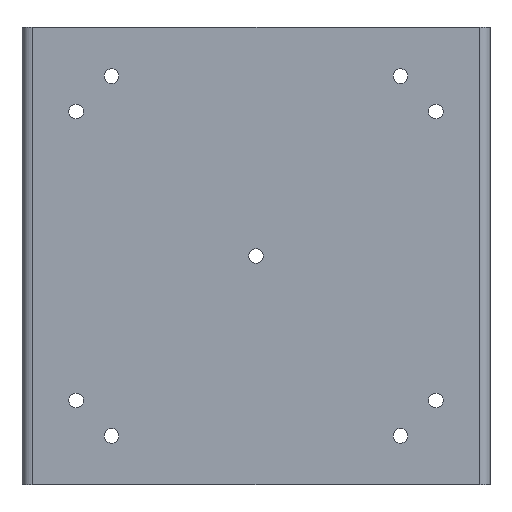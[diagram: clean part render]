
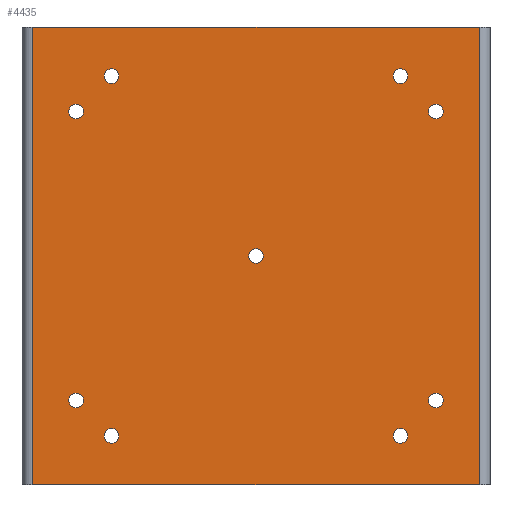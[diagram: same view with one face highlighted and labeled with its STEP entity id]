
A CAD part, front view. The second image highlights one B-rep face of the part: STEP entity #4435.
In plain terms, the highlighted planar face has unit normal (0, -1, 0).
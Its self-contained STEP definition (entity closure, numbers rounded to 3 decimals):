
#724=DIRECTION('',(0.,0.,-1.));
#725=VECTOR('',#724,214.8);
#726=CARTESIAN_POINT('',(-110.,-2.6,107.4));
#727=LINE('',#726,#725);
#736=CARTESIAN_POINT('',(0.,-2.6,0.));
#737=DIRECTION('',(0.,1.,0.));
#738=DIRECTION('',(-1.,0.,0.));
#739=AXIS2_PLACEMENT_3D('',#736,#737,#738);
#741=CARTESIAN_POINT('',(0.,-2.6,0.));
#742=DIRECTION('',(0.,1.,0.));
#743=DIRECTION('',(1.,0.,0.));
#744=AXIS2_PLACEMENT_3D('',#741,#742,#743);
#746=CARTESIAN_POINT('',(-69.5,-2.6,-86.5));
#747=DIRECTION('',(0.,-1.,0.));
#748=DIRECTION('',(-1.,0.,0.));
#749=AXIS2_PLACEMENT_3D('',#746,#747,#748);
#751=CARTESIAN_POINT('',(-69.5,-2.6,-86.5));
#752=DIRECTION('',(0.,-1.,0.));
#753=DIRECTION('',(1.,0.,0.));
#754=AXIS2_PLACEMENT_3D('',#751,#752,#753);
#756=CARTESIAN_POINT('',(-86.5,-2.6,-69.5));
#757=DIRECTION('',(0.,-1.,0.));
#758=DIRECTION('',(1.,0.,0.));
#759=AXIS2_PLACEMENT_3D('',#756,#757,#758);
#761=CARTESIAN_POINT('',(-86.5,-2.6,-69.5));
#762=DIRECTION('',(0.,-1.,0.));
#763=DIRECTION('',(-1.,0.,0.));
#764=AXIS2_PLACEMENT_3D('',#761,#762,#763);
#766=CARTESIAN_POINT('',(-69.5,-2.6,86.5));
#767=DIRECTION('',(0.,-1.,0.));
#768=DIRECTION('',(-1.,0.,0.));
#769=AXIS2_PLACEMENT_3D('',#766,#767,#768);
#771=CARTESIAN_POINT('',(-69.5,-2.6,86.5));
#772=DIRECTION('',(0.,-1.,0.));
#773=DIRECTION('',(1.,0.,0.));
#774=AXIS2_PLACEMENT_3D('',#771,#772,#773);
#776=CARTESIAN_POINT('',(-86.5,-2.6,69.5));
#777=DIRECTION('',(0.,-1.,0.));
#778=DIRECTION('',(1.,0.,0.));
#779=AXIS2_PLACEMENT_3D('',#776,#777,#778);
#781=CARTESIAN_POINT('',(-86.5,-2.6,69.5));
#782=DIRECTION('',(0.,-1.,0.));
#783=DIRECTION('',(-1.,0.,0.));
#784=AXIS2_PLACEMENT_3D('',#781,#782,#783);
#786=CARTESIAN_POINT('',(69.5,-2.6,86.5));
#787=DIRECTION('',(0.,-1.,0.));
#788=DIRECTION('',(1.,0.,0.));
#789=AXIS2_PLACEMENT_3D('',#786,#787,#788);
#791=CARTESIAN_POINT('',(69.5,-2.6,86.5));
#792=DIRECTION('',(0.,-1.,0.));
#793=DIRECTION('',(-1.,0.,0.));
#794=AXIS2_PLACEMENT_3D('',#791,#792,#793);
#796=CARTESIAN_POINT('',(86.5,-2.6,69.5));
#797=DIRECTION('',(0.,-1.,0.));
#798=DIRECTION('',(-1.,0.,0.));
#799=AXIS2_PLACEMENT_3D('',#796,#797,#798);
#801=CARTESIAN_POINT('',(86.5,-2.6,69.5));
#802=DIRECTION('',(0.,-1.,0.));
#803=DIRECTION('',(1.,0.,0.));
#804=AXIS2_PLACEMENT_3D('',#801,#802,#803);
#806=CARTESIAN_POINT('',(86.5,-2.6,-69.5));
#807=DIRECTION('',(0.,-1.,0.));
#808=DIRECTION('',(0.,0.,-1.));
#809=AXIS2_PLACEMENT_3D('',#806,#807,#808);
#811=CARTESIAN_POINT('',(86.5,-2.6,-69.5));
#812=DIRECTION('',(0.,-1.,0.));
#813=DIRECTION('',(0.,0.,1.));
#814=AXIS2_PLACEMENT_3D('',#811,#812,#813);
#816=CARTESIAN_POINT('',(69.5,-2.6,-86.5));
#817=DIRECTION('',(0.,-1.,0.));
#818=DIRECTION('',(0.,0.,1.));
#819=AXIS2_PLACEMENT_3D('',#816,#817,#818);
#821=CARTESIAN_POINT('',(69.5,-2.6,-86.5));
#822=DIRECTION('',(0.,-1.,0.));
#823=DIRECTION('',(0.,0.,-1.));
#824=AXIS2_PLACEMENT_3D('',#821,#822,#823);
#835=DIRECTION('',(1.,0.,0.));
#836=VECTOR('',#835,220.);
#837=CARTESIAN_POINT('',(-110.,-2.6,107.4));
#838=LINE('',#837,#836);
#1236=DIRECTION('',(0.,0.,1.));
#1237=VECTOR('',#1236,214.8);
#1238=CARTESIAN_POINT('',(110.,-2.6,-107.4));
#1239=LINE('',#1238,#1237);
#1257=DIRECTION('',(-1.,0.,0.));
#1258=VECTOR('',#1257,220.);
#1259=CARTESIAN_POINT('',(110.,-2.6,-107.4));
#1260=LINE('',#1259,#1258);
#2990=CARTESIAN_POINT('',(110.,-2.6,107.4));
#2991=VERTEX_POINT('',#2990);
#2992=CARTESIAN_POINT('',(-110.,-2.6,107.4));
#2993=VERTEX_POINT('',#2992);
#3006=CARTESIAN_POINT('',(-110.,-2.6,-107.4));
#3007=VERTEX_POINT('',#3006);
#3008=CARTESIAN_POINT('',(110.,-2.6,-107.4));
#3009=VERTEX_POINT('',#3008);
#3130=CARTESIAN_POINT('',(69.5,-2.6,-82.95));
#3131=CARTESIAN_POINT('',(69.5,-2.6,-90.05));
#3132=VERTEX_POINT('',#3130);
#3133=VERTEX_POINT('',#3131);
#3134=CARTESIAN_POINT('',(86.5,-2.6,-73.05));
#3135=CARTESIAN_POINT('',(86.5,-2.6,-65.95));
#3136=VERTEX_POINT('',#3134);
#3137=VERTEX_POINT('',#3135);
#3206=CARTESIAN_POINT('',(-3.55,-2.6,0.));
#3207=CARTESIAN_POINT('',(3.55,-2.6,0.));
#3208=VERTEX_POINT('',#3206);
#3209=VERTEX_POINT('',#3207);
#3274=CARTESIAN_POINT('',(82.95,-2.6,69.5));
#3275=CARTESIAN_POINT('',(90.05,-2.6,69.5));
#3276=VERTEX_POINT('',#3274);
#3277=VERTEX_POINT('',#3275);
#3278=CARTESIAN_POINT('',(73.05,-2.6,86.5));
#3279=CARTESIAN_POINT('',(65.95,-2.6,86.5));
#3280=VERTEX_POINT('',#3278);
#3281=VERTEX_POINT('',#3279);
#3282=CARTESIAN_POINT('',(-82.95,-2.6,69.5));
#3283=CARTESIAN_POINT('',(-90.05,-2.6,69.5));
#3284=VERTEX_POINT('',#3282);
#3285=VERTEX_POINT('',#3283);
#3286=CARTESIAN_POINT('',(-73.05,-2.6,86.5));
#3287=CARTESIAN_POINT('',(-65.95,-2.6,86.5));
#3288=VERTEX_POINT('',#3286);
#3289=VERTEX_POINT('',#3287);
#3290=CARTESIAN_POINT('',(-82.95,-2.6,-69.5));
#3291=CARTESIAN_POINT('',(-90.05,-2.6,-69.5));
#3292=VERTEX_POINT('',#3290);
#3293=VERTEX_POINT('',#3291);
#3294=CARTESIAN_POINT('',(-73.05,-2.6,-86.5));
#3295=CARTESIAN_POINT('',(-65.95,-2.6,-86.5));
#3296=VERTEX_POINT('',#3294);
#3297=VERTEX_POINT('',#3295);
#4367=CARTESIAN_POINT('',(0.,-2.6,0.));
#4368=DIRECTION('',(0.,1.,0.));
#4369=DIRECTION('',(1.,0.,0.));
#4370=AXIS2_PLACEMENT_3D('',#4367,#4368,#4369);
#4371=PLANE('',#4370);
#4372=ORIENTED_EDGE('',*,*,#4357,.F.);
#4374=ORIENTED_EDGE('',*,*,#4373,.T.);
#4376=ORIENTED_EDGE('',*,*,#4375,.F.);
#4378=ORIENTED_EDGE('',*,*,#4377,.T.);
#4379=EDGE_LOOP('',(#4372,#4374,#4376,#4378));
#4380=FACE_OUTER_BOUND('',#4379,.F.);
#4382=ORIENTED_EDGE('',*,*,#4381,.F.);
#4384=ORIENTED_EDGE('',*,*,#4383,.F.);
#4385=EDGE_LOOP('',(#4382,#4384));
#4386=FACE_BOUND('',#4385,.F.);
#4388=ORIENTED_EDGE('',*,*,#4387,.T.);
#4390=ORIENTED_EDGE('',*,*,#4389,.T.);
#4391=EDGE_LOOP('',(#4388,#4390));
#4392=FACE_BOUND('',#4391,.F.);
#4394=ORIENTED_EDGE('',*,*,#4393,.T.);
#4396=ORIENTED_EDGE('',*,*,#4395,.T.);
#4397=EDGE_LOOP('',(#4394,#4396));
#4398=FACE_BOUND('',#4397,.F.);
#4400=ORIENTED_EDGE('',*,*,#4399,.T.);
#4402=ORIENTED_EDGE('',*,*,#4401,.T.);
#4403=EDGE_LOOP('',(#4400,#4402));
#4404=FACE_BOUND('',#4403,.F.);
#4406=ORIENTED_EDGE('',*,*,#4405,.T.);
#4408=ORIENTED_EDGE('',*,*,#4407,.T.);
#4409=EDGE_LOOP('',(#4406,#4408));
#4410=FACE_BOUND('',#4409,.F.);
#4412=ORIENTED_EDGE('',*,*,#4411,.T.);
#4414=ORIENTED_EDGE('',*,*,#4413,.T.);
#4415=EDGE_LOOP('',(#4412,#4414));
#4416=FACE_BOUND('',#4415,.F.);
#4418=ORIENTED_EDGE('',*,*,#4417,.T.);
#4420=ORIENTED_EDGE('',*,*,#4419,.T.);
#4421=EDGE_LOOP('',(#4418,#4420));
#4422=FACE_BOUND('',#4421,.F.);
#4424=ORIENTED_EDGE('',*,*,#4423,.T.);
#4426=ORIENTED_EDGE('',*,*,#4425,.T.);
#4427=EDGE_LOOP('',(#4424,#4426));
#4428=FACE_BOUND('',#4427,.F.);
#4430=ORIENTED_EDGE('',*,*,#4429,.T.);
#4432=ORIENTED_EDGE('',*,*,#4431,.T.);
#4433=EDGE_LOOP('',(#4430,#4432));
#4434=FACE_BOUND('',#4433,.F.);
#4435=ADVANCED_FACE('',(#4380,#4386,#4392,#4398,#4404,#4410,#4416,#4422,#4428,
#4434),#4371,.F.);
#740=CIRCLE('',#739,3.55);
#745=CIRCLE('',#744,3.55);
#750=CIRCLE('',#749,3.55);
#755=CIRCLE('',#754,3.55);
#760=CIRCLE('',#759,3.55);
#765=CIRCLE('',#764,3.55);
#770=CIRCLE('',#769,3.55);
#775=CIRCLE('',#774,3.55);
#780=CIRCLE('',#779,3.55);
#785=CIRCLE('',#784,3.55);
#790=CIRCLE('',#789,3.55);
#795=CIRCLE('',#794,3.55);
#800=CIRCLE('',#799,3.55);
#805=CIRCLE('',#804,3.55);
#810=CIRCLE('',#809,3.55);
#815=CIRCLE('',#814,3.55);
#820=CIRCLE('',#819,3.55);
#825=CIRCLE('',#824,3.55);
#4357=EDGE_CURVE('',#2993,#3007,#727,.T.);
#4373=EDGE_CURVE('',#2993,#2991,#838,.T.);
#4375=EDGE_CURVE('',#3009,#2991,#1239,.T.);
#4377=EDGE_CURVE('',#3009,#3007,#1260,.T.);
#4381=EDGE_CURVE('',#3208,#3209,#740,.T.);
#4383=EDGE_CURVE('',#3209,#3208,#745,.T.);
#4387=EDGE_CURVE('',#3296,#3297,#750,.T.);
#4389=EDGE_CURVE('',#3297,#3296,#755,.T.);
#4393=EDGE_CURVE('',#3292,#3293,#760,.T.);
#4395=EDGE_CURVE('',#3293,#3292,#765,.T.);
#4399=EDGE_CURVE('',#3288,#3289,#770,.T.);
#4401=EDGE_CURVE('',#3289,#3288,#775,.T.);
#4405=EDGE_CURVE('',#3284,#3285,#780,.T.);
#4407=EDGE_CURVE('',#3285,#3284,#785,.T.);
#4411=EDGE_CURVE('',#3280,#3281,#790,.T.);
#4413=EDGE_CURVE('',#3281,#3280,#795,.T.);
#4417=EDGE_CURVE('',#3276,#3277,#800,.T.);
#4419=EDGE_CURVE('',#3277,#3276,#805,.T.);
#4423=EDGE_CURVE('',#3136,#3137,#810,.T.);
#4425=EDGE_CURVE('',#3137,#3136,#815,.T.);
#4429=EDGE_CURVE('',#3132,#3133,#820,.T.);
#4431=EDGE_CURVE('',#3133,#3132,#825,.T.);
